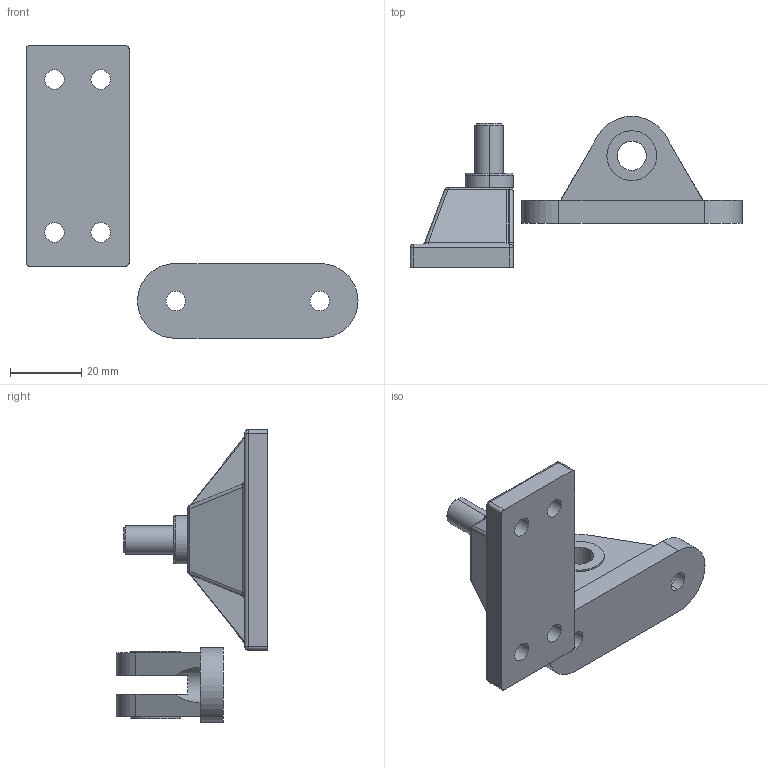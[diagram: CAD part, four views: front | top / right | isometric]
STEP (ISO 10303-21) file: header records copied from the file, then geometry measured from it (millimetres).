
FILE_DESCRIPTION (( 'STEP AP203' ), '1' );
FILE_NAME ('084.528.004.STEP', '2013-01-28T10:57:12', ( 'Alusic' ), ( 'Alusic' ), 'SwSTEP 2.0', 'SolidWorks 2011', '' );
FILE_SCHEMA (( 'CONFIG_CONTROL_DESIGN' ));
Length unit declared in the file: millimetre
Products named in the file (3): 084.528.004; P101; P100
Assembly tree (2 placements, depth 2):
  084.528.004
    P101
    P100
Bounding box: 93.37 x 42.58 x 82.28 mm (x, y, z)
Volume: 36433.6 mm3; surface area: 13418.6 mm2
Topology: 3 solids, 3 shells, 112 faces, 275 edges, 168 vertices
Faces by surface type: cylinder 57, plane 37, bspline 16, cone 2
Entity records: 3985 total; most frequent: CARTESIAN_POINT 1088, DIRECTION 553, ORIENTED_EDGE 542, EDGE_CURVE 271, AXIS2_PLACEMENT_3D 213, VERTEX_POINT 168, EDGE_LOOP 131, VECTOR 127
